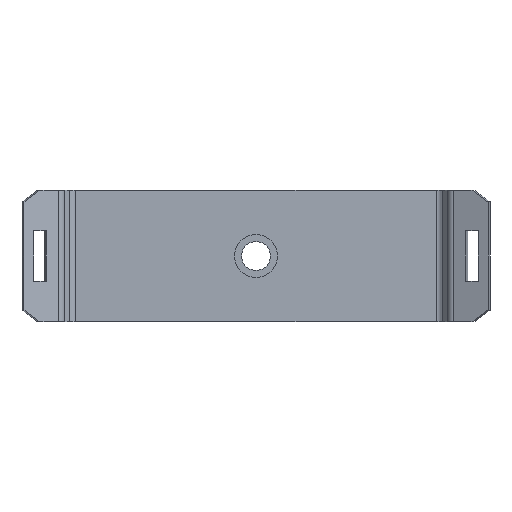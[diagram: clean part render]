
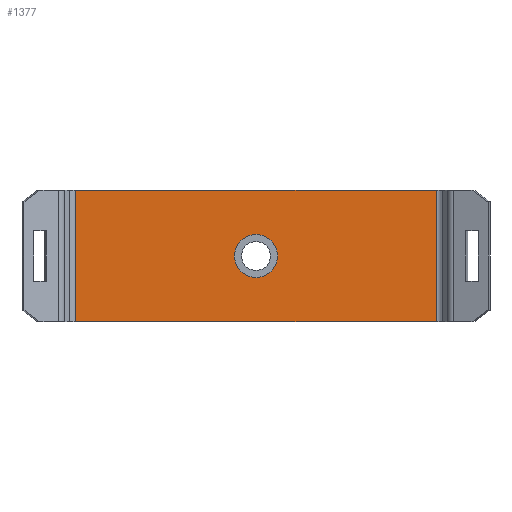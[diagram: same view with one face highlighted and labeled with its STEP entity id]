
A CAD part, front view. The second image highlights one B-rep face of the part: STEP entity #1377.
In plain terms, the highlighted planar face has unit normal (0, -1, 0).
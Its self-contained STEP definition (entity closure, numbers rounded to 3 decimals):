
#31 = DIRECTION ( 'NONE',  ( 0., -1., 0. ) ) ;
#97 = EDGE_CURVE ( 'NONE', #1209, #313, #812, .T. ) ;
#169 = VECTOR ( 'NONE', #766, 1000. ) ;
#181 = VECTOR ( 'NONE', #1388, 1000. ) ;
#226 = FACE_BOUND ( 'NONE', #1679, .T. ) ;
#232 = DIRECTION ( 'NONE',  ( 1., 0., 0. ) ) ;
#245 = DIRECTION ( 'NONE',  ( 0., -1., 0. ) ) ;
#249 = LINE ( 'NONE', #1692, #169 ) ;
#283 = ORIENTED_EDGE ( 'NONE', *, *, #1465, .F. ) ;
#297 = DIRECTION ( 'NONE',  ( 0., 0., 1. ) ) ;
#313 = VERTEX_POINT ( 'NONE', #841 ) ;
#357 = VERTEX_POINT ( 'NONE', #390 ) ;
#367 = VERTEX_POINT ( 'NONE', #1685 ) ;
#369 = VECTOR ( 'NONE', #743, 1000. ) ;
#390 = CARTESIAN_POINT ( 'NONE',  ( 20.534, 0., 0. ) ) ;
#402 = CARTESIAN_POINT ( 'NONE',  ( 20.534, 0., 15. ) ) ;
#431 = CARTESIAN_POINT ( 'NONE',  ( 0., 0., 7.5 ) ) ;
#457 = ORIENTED_EDGE ( 'NONE', *, *, #1399, .T. ) ;
#484 = VERTEX_POINT ( 'NONE', #535 ) ;
#503 = ORIENTED_EDGE ( 'NONE', *, *, #742, .F. ) ;
#531 = AXIS2_PLACEMENT_3D ( 'NONE', #1409, #245, #762 ) ;
#535 = CARTESIAN_POINT ( 'NONE',  ( -20.534, 0., 15. ) ) ;
#607 = LINE ( 'NONE', #1654, #369 ) ;
#622 = PLANE ( 'NONE',  #673 ) ;
#638 = EDGE_LOOP ( 'NONE', ( #457, #1330, #503, #1262 ) ) ;
#673 = AXIS2_PLACEMENT_3D ( 'NONE', #1017, #1680, #882 ) ;
#730 = EDGE_CURVE ( 'NONE', #484, #367, #249, .T. ) ;
#742 = EDGE_CURVE ( 'NONE', #484, #1592, #1274, .T. ) ;
#743 = DIRECTION ( 'NONE',  ( 1., 0., 0. ) ) ;
#762 = DIRECTION ( 'NONE',  ( 0., 0., 1. ) ) ;
#766 = DIRECTION ( 'NONE',  ( 0., 0., -1. ) ) ;
#812 = CIRCLE ( 'NONE', #1180, 2.462 ) ;
#841 = CARTESIAN_POINT ( 'NONE',  ( 0., 0., 9.962 ) ) ;
#882 = DIRECTION ( 'NONE',  ( 0., 0., 1. ) ) ;
#973 = LINE ( 'NONE', #1371, #181 ) ;
#1000 = FACE_OUTER_BOUND ( 'NONE', #638, .T. ) ;
#1017 = CARTESIAN_POINT ( 'NONE',  ( -20.534, 0., 15. ) ) ;
#1061 = CARTESIAN_POINT ( 'NONE',  ( 0., 0., 5.038 ) ) ;
#1180 = AXIS2_PLACEMENT_3D ( 'NONE', #431, #31, #297 ) ;
#1209 = VERTEX_POINT ( 'NONE', #1061 ) ;
#1262 = ORIENTED_EDGE ( 'NONE', *, *, #730, .T. ) ;
#1264 = CIRCLE ( 'NONE', #531, 2.462 ) ;
#1274 = LINE ( 'NONE', #1281, #1528 ) ;
#1281 = CARTESIAN_POINT ( 'NONE',  ( -20.534, 0., 15. ) ) ;
#1330 = ORIENTED_EDGE ( 'NONE', *, *, #1644, .F. ) ;
#1371 = CARTESIAN_POINT ( 'NONE',  ( 20.534, 0., 15. ) ) ;
#1377 = ADVANCED_FACE ( 'NONE', ( #1000, #226 ), #622, .F. ) ;
#1388 = DIRECTION ( 'NONE',  ( 0., 0., -1. ) ) ;
#1399 = EDGE_CURVE ( 'NONE', #367, #357, #607, .T. ) ;
#1409 = CARTESIAN_POINT ( 'NONE',  ( 0., 0., 7.5 ) ) ;
#1465 = EDGE_CURVE ( 'NONE', #313, #1209, #1264, .T. ) ;
#1528 = VECTOR ( 'NONE', #232, 1000. ) ;
#1583 = ORIENTED_EDGE ( 'NONE', *, *, #97, .F. ) ;
#1592 = VERTEX_POINT ( 'NONE', #402 ) ;
#1644 = EDGE_CURVE ( 'NONE', #1592, #357, #973, .T. ) ;
#1654 = CARTESIAN_POINT ( 'NONE',  ( -20.534, 0., 0. ) ) ;
#1679 = EDGE_LOOP ( 'NONE', ( #283, #1583 ) ) ;
#1680 = DIRECTION ( 'NONE',  ( 0., 1., 0. ) ) ;
#1685 = CARTESIAN_POINT ( 'NONE',  ( -20.534, 0., 0. ) ) ;
#1692 = CARTESIAN_POINT ( 'NONE',  ( -20.534, 0., 15. ) ) ;
